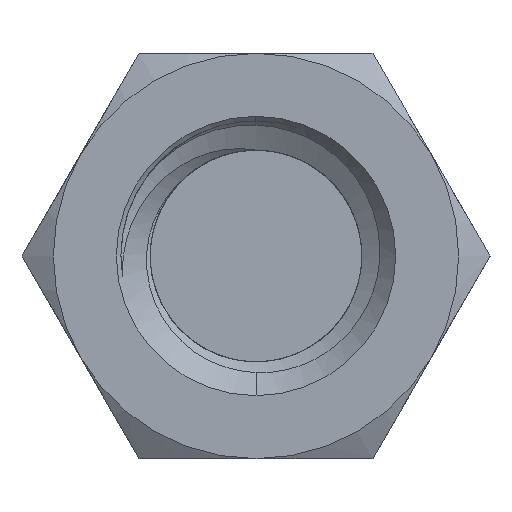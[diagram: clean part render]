
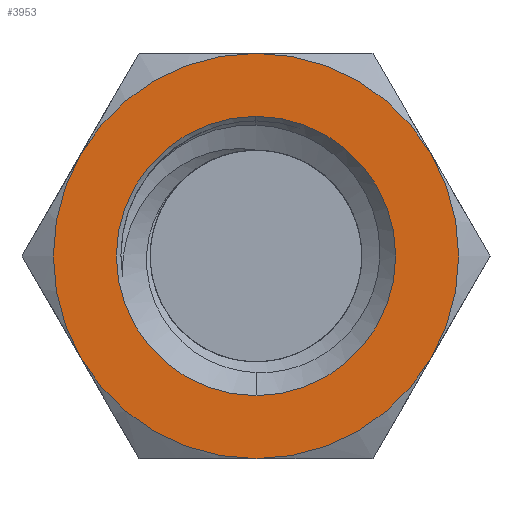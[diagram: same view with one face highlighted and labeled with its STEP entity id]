
A CAD part, left-side view. The second image highlights one B-rep face of the part: STEP entity #3953.
In plain terms, the highlighted planar face has unit normal (-1, 0, 0).
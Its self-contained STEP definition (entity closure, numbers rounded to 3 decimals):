
#917 = ORIENTED_EDGE ( 'NONE', *, *, #1813, .F. ) ;
#918 = ORIENTED_EDGE ( 'NONE', *, *, #1888, .T. ) ;
#919 = ORIENTED_EDGE ( 'NONE', *, *, #1851, .F. ) ;
#920 = ORIENTED_EDGE ( 'NONE', *, *, #1876, .F. ) ;
#921 = ORIENTED_EDGE ( 'NONE', *, *, #1848, .F. ) ;
#922 = ORIENTED_EDGE ( 'NONE', *, *, #1883, .F. ) ;
#923 = ORIENTED_EDGE ( 'NONE', *, *, #1815, .F. ) ;
#924 = ORIENTED_EDGE ( 'NONE', *, *, #2536, .F. ) ;
#1006 = CARTESIAN_POINT ( 'NONE',  ( -12.35, 0., 1.551 ) ) ;
#1147 = CARTESIAN_POINT ( 'NONE',  ( -12.35, 0., -2.25 ) ) ;
#1156 = CARTESIAN_POINT ( 'NONE',  ( -12.35, 1.949, -1.125 ) ) ;
#1159 = CARTESIAN_POINT ( 'NONE',  ( -12.35, 1.949, 1.125 ) ) ;
#1161 = CARTESIAN_POINT ( 'NONE',  ( -12.35, -1.949, 1.125 ) ) ;
#1166 = CARTESIAN_POINT ( 'NONE',  ( -12.35, -1.949, -1.125 ) ) ;
#1179 = CARTESIAN_POINT ( 'NONE',  ( -12.35, 0., 2.25 ) ) ;
#1512 = DIRECTION ( 'NONE',  ( 0., 0., -1. ) ) ;
#1513 = DIRECTION ( 'NONE',  ( 1., 0., 0. ) ) ;
#1515 = CARTESIAN_POINT ( 'NONE',  ( -12.35, 0., 0. ) ) ;
#1634 = DIRECTION ( 'NONE',  ( 0., 0., -1. ) ) ;
#1638 = DIRECTION ( 'NONE',  ( 1., 0., 0. ) ) ;
#1707 = DIRECTION ( 'NONE',  ( 1., 0., 0. ) ) ;
#1709 = DIRECTION ( 'NONE',  ( 0., 0., -1. ) ) ;
#1739 = CARTESIAN_POINT ( 'NONE',  ( -12.35, 0., 0. ) ) ;
#1744 = CARTESIAN_POINT ( 'NONE',  ( -12.35, 0., 0. ) ) ;
#1780 = CARTESIAN_POINT ( 'NONE',  ( -12.35, 0., -1.551 ) ) ;
#1813 = EDGE_CURVE ( 'NONE', #4417, #4416, #2038, .T. ) ;
#1815 = EDGE_CURVE ( 'NONE', #4507, #4509, #2039, .T. ) ;
#1848 = EDGE_CURVE ( 'NONE', #4413, #4422, #3977, .T. ) ;
#1851 = EDGE_CURVE ( 'NONE', #4412, #4415, #3979, .T. ) ;
#1876 = EDGE_CURVE ( 'NONE', #4415, #4413, #3991, .T. ) ;
#1883 = EDGE_CURVE ( 'NONE', #4422, #4417, #3994, .T. ) ;
#1888 = EDGE_CURVE ( 'NONE', #4412, #4416, #3995, .T. ) ;
#1967 = EDGE_LOOP ( 'NONE', ( #922, #921, #920, #919, #918, #917 ) ) ;
#1992 = EDGE_LOOP ( 'NONE', ( #924, #923 ) ) ;
#2038 = CIRCLE ( 'NONE', #2655, 2.25 ) ;
#2039 = CIRCLE ( 'NONE', #2652, 1.551 ) ;
#2536 = EDGE_CURVE ( 'NONE', #4509, #4507, #4047, .T. ) ;
#2605 = CARTESIAN_POINT ( 'NONE',  ( -12.35, 0., 0. ) ) ;
#2652 = AXIS2_PLACEMENT_3D ( 'NONE', #4109, #4094, #4093 ) ;
#2655 = AXIS2_PLACEMENT_3D ( 'NONE', #4107, #4106, #4105 ) ;
#2669 = AXIS2_PLACEMENT_3D ( 'NONE', #1739, #1707, #1709 ) ;
#2671 = AXIS2_PLACEMENT_3D ( 'NONE', #1744, #1638, #1634 ) ;
#2683 = AXIS2_PLACEMENT_3D ( 'NONE', #1515, #1513, #1512 ) ;
#2684 = AXIS2_PLACEMENT_3D ( 'NONE', #4841, #4839, #4838 ) ;
#2686 = AXIS2_PLACEMENT_3D ( 'NONE', #4818, #4816, #4815 ) ;
#2707 = AXIS2_PLACEMENT_3D ( 'NONE', #2605, #3214, #3212 ) ;
#2782 = AXIS2_PLACEMENT_3D ( 'NONE', #2879, #2862, #2856 ) ;
#2856 = DIRECTION ( 'NONE',  ( 0., 0., -1. ) ) ;
#2862 = DIRECTION ( 'NONE',  ( 1., 0., 0. ) ) ;
#2876 = PLANE ( 'NONE',  #2782 ) ;
#2879 = CARTESIAN_POINT ( 'NONE',  ( -12.35, 2.598, 0. ) ) ;
#3212 = DIRECTION ( 'NONE',  ( 0., 0., 1. ) ) ;
#3214 = DIRECTION ( 'NONE',  ( -1., 0., 0. ) ) ;
#3880 = FACE_BOUND ( 'NONE', #1992, .T. ) ;
#3887 = FACE_OUTER_BOUND ( 'NONE', #1967, .T. ) ;
#3953 = ADVANCED_FACE ( 'NONE', ( #3880, #3887 ), #2876, .F. ) ;
#3977 = CIRCLE ( 'NONE', #2669, 2.25 ) ;
#3979 = CIRCLE ( 'NONE', #2671, 2.25 ) ;
#3991 = CIRCLE ( 'NONE', #2683, 2.25 ) ;
#3994 = CIRCLE ( 'NONE', #2684, 2.25 ) ;
#3995 = CIRCLE ( 'NONE', #2686, 2.25 ) ;
#4047 = CIRCLE ( 'NONE', #2707, 1.551 ) ;
#4093 = DIRECTION ( 'NONE',  ( 0., 0., 1. ) ) ;
#4094 = DIRECTION ( 'NONE',  ( -1., 0., 0. ) ) ;
#4105 = DIRECTION ( 'NONE',  ( 0., 0., -1. ) ) ;
#4106 = DIRECTION ( 'NONE',  ( 1., 0., 0. ) ) ;
#4107 = CARTESIAN_POINT ( 'NONE',  ( -12.35, 0., 0. ) ) ;
#4109 = CARTESIAN_POINT ( 'NONE',  ( -12.35, 0., 0. ) ) ;
#4412 = VERTEX_POINT ( 'NONE', #1179 ) ;
#4413 = VERTEX_POINT ( 'NONE', #1166 ) ;
#4415 = VERTEX_POINT ( 'NONE', #1161 ) ;
#4416 = VERTEX_POINT ( 'NONE', #1159 ) ;
#4417 = VERTEX_POINT ( 'NONE', #1156 ) ;
#4422 = VERTEX_POINT ( 'NONE', #1147 ) ;
#4507 = VERTEX_POINT ( 'NONE', #1780 ) ;
#4509 = VERTEX_POINT ( 'NONE', #1006 ) ;
#4815 = DIRECTION ( 'NONE',  ( 0., 0., 1. ) ) ;
#4816 = DIRECTION ( 'NONE',  ( -1., 0., 0. ) ) ;
#4818 = CARTESIAN_POINT ( 'NONE',  ( -12.35, 0., 0. ) ) ;
#4838 = DIRECTION ( 'NONE',  ( 0., 0., -1. ) ) ;
#4839 = DIRECTION ( 'NONE',  ( 1., 0., 0. ) ) ;
#4841 = CARTESIAN_POINT ( 'NONE',  ( -12.35, 0., 0. ) ) ;
